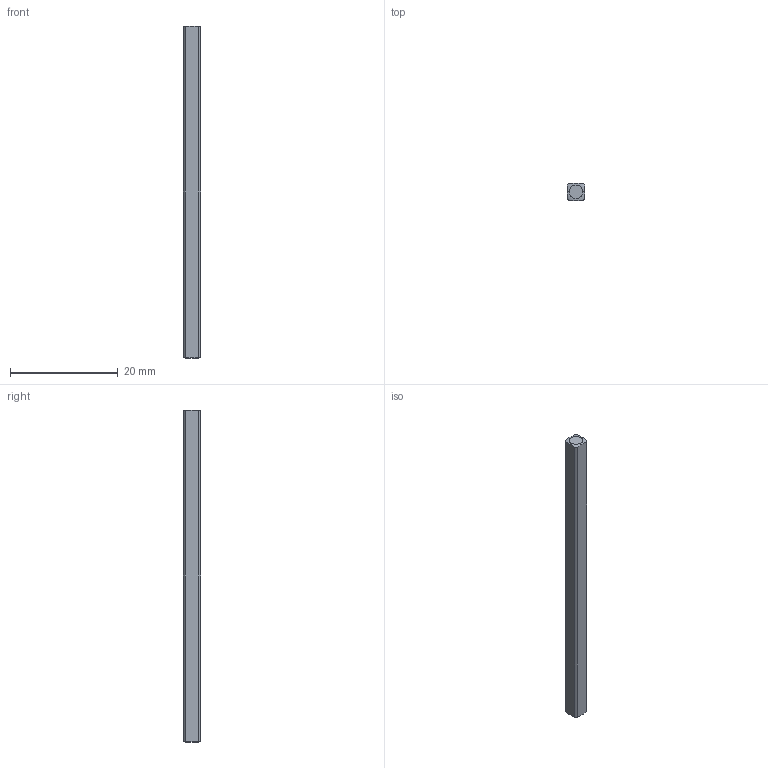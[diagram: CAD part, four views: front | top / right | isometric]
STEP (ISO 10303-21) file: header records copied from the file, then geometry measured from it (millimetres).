
FILE_DESCRIPTION (( 'STEP AP214' ), '1' );
FILE_NAME ('228-2500-077 Rev1.STEP', '2014-04-21T03:11:43', ( '' ), ( '' ), 'SwSTEP 2.0', 'SolidWorks 2013', '' );
FILE_SCHEMA (( 'AUTOMOTIVE_DESIGN' ));
Length unit declared in the file: millimetre
Products named in the file (1): 228-2500-077 Rev1
Bounding box: 3.17 x 3.17 x 61.72 mm (x, y, z)
Volume: 610.2 mm3; surface area: 756.1 mm2
Topology: 1 solids, 1 shells, 14 faces, 36 edges, 24 vertices
Faces by surface type: plane 6, torus 4, cylinder 4
Entity records: 514 total; most frequent: CARTESIAN_POINT 143, ORIENTED_EDGE 72, DIRECTION 70, EDGE_CURVE 36, AXIS2_PLACEMENT_3D 31, VERTEX_POINT 24, CIRCLE 16, FACE_OUTER_BOUND 14
